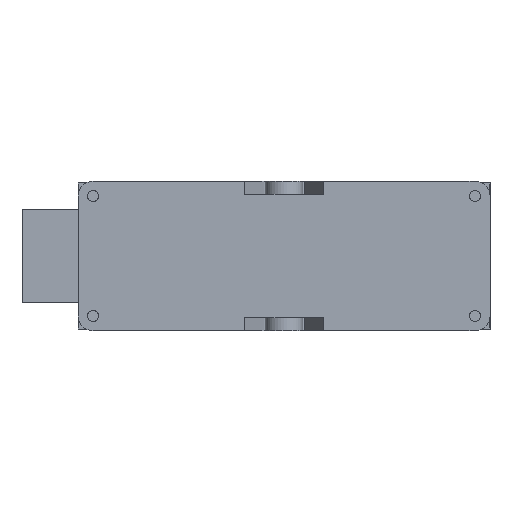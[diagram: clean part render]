
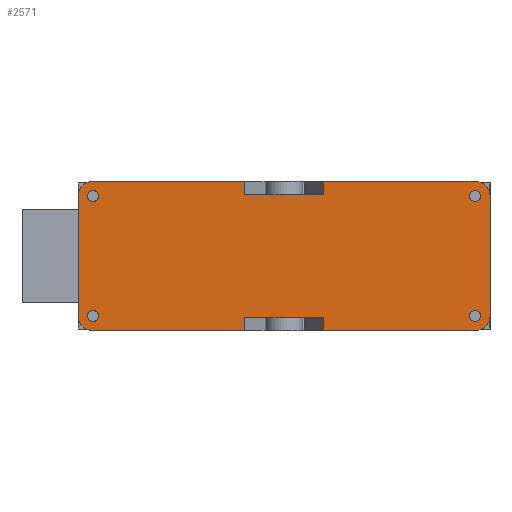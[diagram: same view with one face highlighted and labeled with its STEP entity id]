
A CAD part, front view. The second image highlights one B-rep face of the part: STEP entity #2571.
In plain terms, the highlighted planar face has unit normal (0, -1, 0).
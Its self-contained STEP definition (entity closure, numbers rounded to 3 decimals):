
#45=FACE_BOUND('',#437,.T.);
#46=FACE_BOUND('',#438,.T.);
#47=FACE_BOUND('',#439,.T.);
#48=FACE_BOUND('',#440,.T.);
#106=PLANE('',#2883);
#279=FACE_OUTER_BOUND('',#436,.T.);
#436=EDGE_LOOP('',(#2220,#2221,#2222,#2223,#2224,#2225,#2226,#2227,#2228,
#2229,#2230,#2231,#2232,#2233,#2234,#2235));
#437=EDGE_LOOP('',(#2236));
#438=EDGE_LOOP('',(#2237));
#439=EDGE_LOOP('',(#2238));
#440=EDGE_LOOP('',(#2239));
#553=LINE('',#3992,#802);
#558=LINE('',#4007,#807);
#572=LINE('',#4044,#821);
#581=LINE('',#4073,#830);
#586=LINE('',#4088,#835);
#597=LINE('',#4125,#846);
#599=LINE('',#4129,#848);
#600=LINE('',#4131,#849);
#611=LINE('',#4166,#860);
#613=LINE('',#4170,#862);
#614=LINE('',#4172,#863);
#643=LINE('',#4252,#892);
#802=VECTOR('',#3235,10.);
#807=VECTOR('',#3246,10.);
#821=VECTOR('',#3276,10.);
#830=VECTOR('',#3303,10.);
#835=VECTOR('',#3314,10.);
#846=VECTOR('',#3355,10.);
#848=VECTOR('',#3359,10.);
#849=VECTOR('',#3362,10.);
#860=VECTOR('',#3401,10.);
#862=VECTOR('',#3405,10.);
#863=VECTOR('',#3408,10.);
#892=VECTOR('',#3503,10.);
#1018=CIRCLE('',#2758,3.);
#1024=CIRCLE('',#2767,3.);
#1030=CIRCLE('',#2776,3.);
#1036=CIRCLE('',#2785,3.);
#1037=CIRCLE('',#2787,8.);
#1050=CIRCLE('',#2803,8.);
#1051=CIRCLE('',#2806,8.);
#1052=CIRCLE('',#2808,8.);
#1162=VERTEX_POINT('',#3903);
#1168=VERTEX_POINT('',#3920);
#1174=VERTEX_POINT('',#3937);
#1180=VERTEX_POINT('',#3954);
#1181=VERTEX_POINT('',#3958);
#1182=VERTEX_POINT('',#3959);
#1196=VERTEX_POINT('',#3989);
#1197=VERTEX_POINT('',#3991);
#1204=VERTEX_POINT('',#4005);
#1217=VERTEX_POINT('',#4037);
#1218=VERTEX_POINT('',#4038);
#1219=VERTEX_POINT('',#4043);
#1220=VERTEX_POINT('',#4049);
#1221=VERTEX_POINT('',#4051);
#1230=VERTEX_POINT('',#4072);
#1237=VERTEX_POINT('',#4086);
#1248=VERTEX_POINT('',#4123);
#1249=VERTEX_POINT('',#4127);
#1259=VERTEX_POINT('',#4164);
#1260=VERTEX_POINT('',#4168);
#1438=EDGE_CURVE('',#1162,#1162,#1018,.T.);
#1446=EDGE_CURVE('',#1168,#1168,#1024,.T.);
#1454=EDGE_CURVE('',#1174,#1174,#1030,.T.);
#1462=EDGE_CURVE('',#1180,#1180,#1036,.T.);
#1463=EDGE_CURVE('',#1181,#1182,#1037,.T.);
#1479=EDGE_CURVE('',#1197,#1196,#553,.T.);
#1487=EDGE_CURVE('',#1181,#1204,#558,.T.);
#1503=EDGE_CURVE('',#1217,#1218,#1050,.T.);
#1506=EDGE_CURVE('',#1219,#1218,#572,.T.);
#1508=EDGE_CURVE('',#1219,#1196,#1051,.T.);
#1510=EDGE_CURVE('',#1220,#1221,#1052,.T.);
#1521=EDGE_CURVE('',#1230,#1221,#581,.T.);
#1529=EDGE_CURVE('',#1217,#1237,#586,.T.);
#1547=EDGE_CURVE('',#1204,#1248,#597,.T.);
#1549=EDGE_CURVE('',#1249,#1197,#599,.T.);
#1550=EDGE_CURVE('',#1248,#1249,#600,.T.);
#1567=EDGE_CURVE('',#1259,#1230,#611,.T.);
#1569=EDGE_CURVE('',#1237,#1260,#613,.T.);
#1570=EDGE_CURVE('',#1260,#1259,#614,.T.);
#1609=EDGE_CURVE('',#1220,#1182,#643,.T.);
#2220=ORIENTED_EDGE('',*,*,#1463,.F.);
#2221=ORIENTED_EDGE('',*,*,#1487,.T.);
#2222=ORIENTED_EDGE('',*,*,#1547,.T.);
#2223=ORIENTED_EDGE('',*,*,#1550,.T.);
#2224=ORIENTED_EDGE('',*,*,#1549,.T.);
#2225=ORIENTED_EDGE('',*,*,#1479,.T.);
#2226=ORIENTED_EDGE('',*,*,#1508,.F.);
#2227=ORIENTED_EDGE('',*,*,#1506,.T.);
#2228=ORIENTED_EDGE('',*,*,#1503,.F.);
#2229=ORIENTED_EDGE('',*,*,#1529,.T.);
#2230=ORIENTED_EDGE('',*,*,#1569,.T.);
#2231=ORIENTED_EDGE('',*,*,#1570,.T.);
#2232=ORIENTED_EDGE('',*,*,#1567,.T.);
#2233=ORIENTED_EDGE('',*,*,#1521,.T.);
#2234=ORIENTED_EDGE('',*,*,#1510,.F.);
#2235=ORIENTED_EDGE('',*,*,#1609,.T.);
#2236=ORIENTED_EDGE('',*,*,#1438,.T.);
#2237=ORIENTED_EDGE('',*,*,#1446,.T.);
#2238=ORIENTED_EDGE('',*,*,#1454,.T.);
#2239=ORIENTED_EDGE('',*,*,#1462,.T.);
#2571=ADVANCED_FACE('',(#279,#45,#46,#47,#48),#106,.T.);
#2758=AXIS2_PLACEMENT_3D('',#3905,#3147,#3148);
#2767=AXIS2_PLACEMENT_3D('',#3922,#3167,#3168);
#2776=AXIS2_PLACEMENT_3D('',#3939,#3187,#3188);
#2785=AXIS2_PLACEMENT_3D('',#3956,#3207,#3208);
#2787=AXIS2_PLACEMENT_3D('',#3960,#3211,#3212);
#2803=AXIS2_PLACEMENT_3D('',#4039,#3270,#3271);
#2806=AXIS2_PLACEMENT_3D('',#4047,#3280,#3281);
#2808=AXIS2_PLACEMENT_3D('',#4052,#3285,#3286);
#2883=AXIS2_PLACEMENT_3D('',#4253,#3504,#3505);
#3147=DIRECTION('center_axis',(0.,1.,0.));
#3148=DIRECTION('ref_axis',(1.,0.,0.));
#3167=DIRECTION('center_axis',(0.,1.,0.));
#3168=DIRECTION('ref_axis',(1.,0.,0.));
#3187=DIRECTION('center_axis',(0.,1.,0.));
#3188=DIRECTION('ref_axis',(1.,0.,0.));
#3207=DIRECTION('center_axis',(0.,1.,0.));
#3208=DIRECTION('ref_axis',(1.,0.,0.));
#3211=DIRECTION('center_axis',(0.,1.,0.));
#3212=DIRECTION('ref_axis',(0.707,0.,0.707));
#3235=DIRECTION('',(-1.,0.,0.));
#3246=DIRECTION('',(-1.,0.,0.));
#3270=DIRECTION('center_axis',(0.,1.,0.));
#3271=DIRECTION('ref_axis',(-0.707,0.,-0.707));
#3276=DIRECTION('',(0.,0.,-1.));
#3280=DIRECTION('center_axis',(0.,1.,0.));
#3281=DIRECTION('ref_axis',(-0.707,0.,0.707));
#3285=DIRECTION('center_axis',(0.,1.,0.));
#3286=DIRECTION('ref_axis',(0.707,0.,-0.707));
#3303=DIRECTION('',(1.,0.,0.));
#3314=DIRECTION('',(1.,0.,0.));
#3355=DIRECTION('',(0.,0.,-1.));
#3359=DIRECTION('',(0.,0.,1.));
#3362=DIRECTION('',(-1.,0.,0.));
#3401=DIRECTION('',(0.,0.,-1.));
#3405=DIRECTION('',(0.,0.,1.));
#3408=DIRECTION('',(1.,0.,0.));
#3503=DIRECTION('',(0.,0.,1.));
#3504=DIRECTION('center_axis',(0.,-1.,0.));
#3505=DIRECTION('ref_axis',(0.,0.,-1.));
#3903=CARTESIAN_POINT('',(99.,0.,32.));
#3905=CARTESIAN_POINT('Origin',(102.,0.,32.));
#3920=CARTESIAN_POINT('',(-105.,0.,-32.));
#3922=CARTESIAN_POINT('Origin',(-102.,0.,-32.));
#3937=CARTESIAN_POINT('',(-105.,0.,32.));
#3939=CARTESIAN_POINT('Origin',(-102.,0.,32.));
#3954=CARTESIAN_POINT('',(99.,0.,-32.));
#3956=CARTESIAN_POINT('Origin',(102.,0.,-32.));
#3958=CARTESIAN_POINT('',(102.,0.,40.));
#3959=CARTESIAN_POINT('',(110.,0.,32.));
#3960=CARTESIAN_POINT('Origin',(102.,0.,32.));
#3989=CARTESIAN_POINT('',(-102.,0.,40.));
#3991=CARTESIAN_POINT('',(-21.,0.,40.));
#3992=CARTESIAN_POINT('',(-110.,0.,40.));
#4005=CARTESIAN_POINT('',(21.,0.,40.));
#4007=CARTESIAN_POINT('',(-110.,0.,40.));
#4037=CARTESIAN_POINT('',(-102.,0.,-40.));
#4038=CARTESIAN_POINT('',(-110.,0.,-32.));
#4039=CARTESIAN_POINT('Origin',(-102.,0.,-32.));
#4043=CARTESIAN_POINT('',(-110.,0.,32.));
#4044=CARTESIAN_POINT('',(-110.,0.,0.));
#4047=CARTESIAN_POINT('Origin',(-102.,0.,32.));
#4049=CARTESIAN_POINT('',(110.,0.,-32.));
#4051=CARTESIAN_POINT('',(102.,0.,-40.));
#4052=CARTESIAN_POINT('Origin',(102.,0.,-32.));
#4072=CARTESIAN_POINT('',(21.,0.,-40.));
#4073=CARTESIAN_POINT('',(-110.,0.,-40.));
#4086=CARTESIAN_POINT('',(-21.,0.,-40.));
#4088=CARTESIAN_POINT('',(-110.,0.,-40.));
#4123=CARTESIAN_POINT('',(21.,0.,33.));
#4125=CARTESIAN_POINT('',(21.,0.,20.));
#4127=CARTESIAN_POINT('',(-21.,0.,33.));
#4129=CARTESIAN_POINT('',(-21.,0.,20.));
#4131=CARTESIAN_POINT('',(55.,0.,33.));
#4164=CARTESIAN_POINT('',(21.,0.,-33.));
#4166=CARTESIAN_POINT('',(21.,0.,-20.));
#4168=CARTESIAN_POINT('',(-21.,0.,-33.));
#4170=CARTESIAN_POINT('',(-21.,0.,-20.));
#4172=CARTESIAN_POINT('',(55.,0.,-33.));
#4252=CARTESIAN_POINT('',(110.,0.,0.));
#4253=CARTESIAN_POINT('Origin',(110.,0.,0.));
